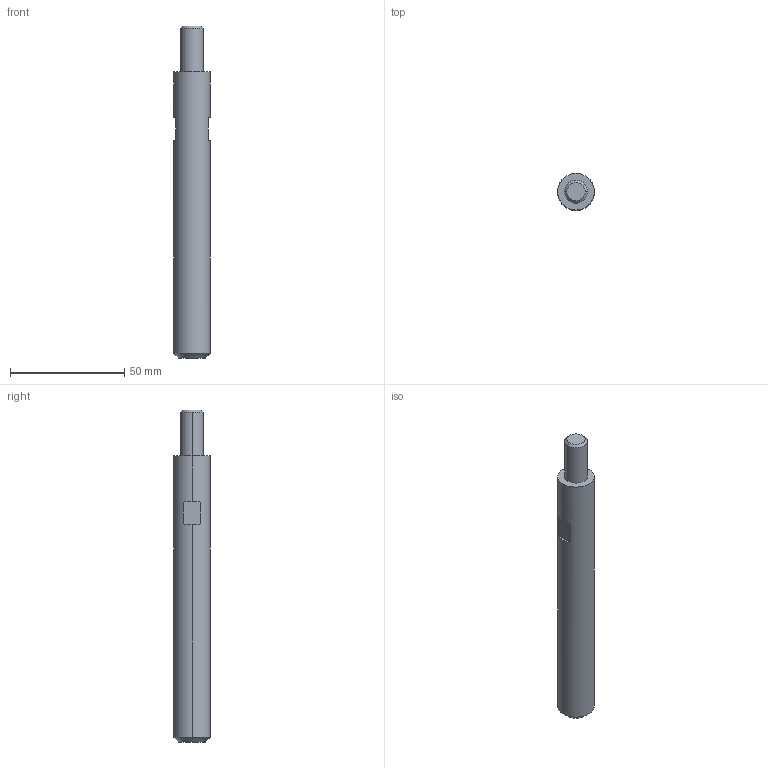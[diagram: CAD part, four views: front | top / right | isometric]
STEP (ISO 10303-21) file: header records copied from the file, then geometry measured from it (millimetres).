
FILE_DESCRIPTION (( 'STEP AP203' ), '1' );
FILE_NAME ('380408-1~0.STEP', '2023-06-22T08:48:35', ( '' ), ( '' ), 'SwSTEP 2.0', 'SolidWorks 2016', '' );
FILE_SCHEMA (( 'CONFIG_CONTROL_DESIGN' ));
Length unit declared in the file: millimetre
Products named in the file (1): 380408-1~0
Bounding box: 16 x 16 x 145 mm (x, y, z)
Volume: 26492.1 mm3; surface area: 7244 mm2
Topology: 1 solids, 1 shells, 17 faces, 38 edges, 24 vertices
Faces by surface type: plane 9, cone 4, cylinder 4
Entity records: 557 total; most frequent: DIRECTION 94, CARTESIAN_POINT 80, ORIENTED_EDGE 76, EDGE_CURVE 38, AXIS2_PLACEMENT_3D 38, VERTEX_POINT 24, CIRCLE 20, EDGE_LOOP 18
